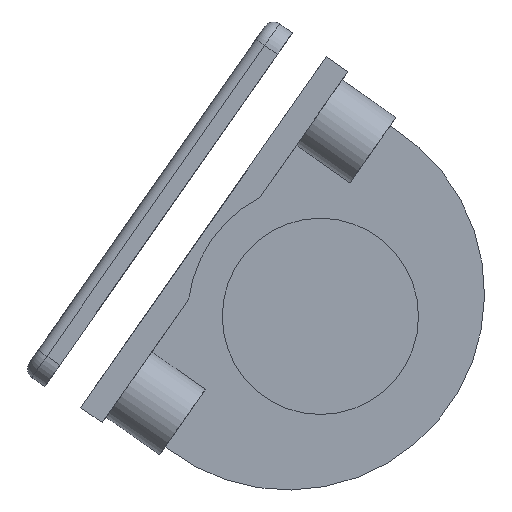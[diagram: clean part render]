
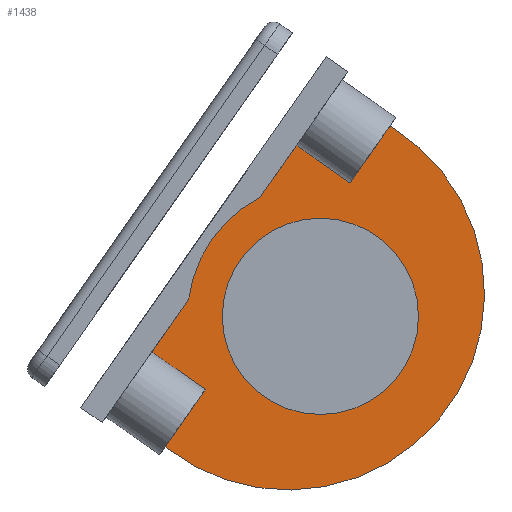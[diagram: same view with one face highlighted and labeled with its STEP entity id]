
A CAD part, front view. The second image highlights one B-rep face of the part: STEP entity #1438.
In plain terms, the highlighted planar face has unit normal (0, -1, 0).
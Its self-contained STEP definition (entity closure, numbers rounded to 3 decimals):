
#46=FACE_BOUND('',#550,.T.);
#82=PLANE('',#1585);
#166=LINE('',#2281,#296);
#167=LINE('',#2286,#297);
#188=LINE('',#2348,#318);
#189=LINE('',#2356,#319);
#190=LINE('',#2359,#320);
#191=LINE('',#2367,#321);
#192=LINE('',#2370,#322);
#193=LINE('',#2373,#323);
#296=VECTOR('',#1866,10.);
#297=VECTOR('',#1871,10.);
#318=VECTOR('',#1930,10.);
#319=VECTOR('',#1933,10.);
#320=VECTOR('',#1936,10.);
#321=VECTOR('',#1939,10.);
#322=VECTOR('',#1942,10.);
#323=VECTOR('',#1945,10.);
#447=FACE_OUTER_BOUND('',#549,.T.);
#549=EDGE_LOOP('',(#1248,#1249,#1250,#1251,#1252,#1253,#1254,#1255,#1256,
#1257));
#550=EDGE_LOOP('',(#1258));
#602=CIRCLE('',#1538,7.499);
#625=CIRCLE('',#1586,15.);
#626=CIRCLE('',#1587,10.169);
#690=VERTEX_POINT('',#2214);
#709=VERTEX_POINT('',#2279);
#710=VERTEX_POINT('',#2280);
#711=VERTEX_POINT('',#2284);
#712=VERTEX_POINT('',#2285);
#734=VERTEX_POINT('',#2347);
#736=VERTEX_POINT('',#2351);
#737=VERTEX_POINT('',#2358);
#739=VERTEX_POINT('',#2365);
#740=VERTEX_POINT('',#2369);
#741=VERTEX_POINT('',#2372);
#852=EDGE_CURVE('',#690,#690,#602,.T.);
#880=EDGE_CURVE('',#709,#710,#166,.T.);
#882=EDGE_CURVE('',#711,#712,#167,.T.);
#912=EDGE_CURVE('',#712,#734,#188,.T.);
#915=EDGE_CURVE('',#736,#711,#189,.T.);
#916=EDGE_CURVE('',#710,#737,#190,.T.);
#919=EDGE_CURVE('',#739,#709,#191,.T.);
#920=EDGE_CURVE('',#734,#740,#192,.T.);
#921=EDGE_CURVE('',#736,#737,#625,.T.);
#922=EDGE_CURVE('',#741,#739,#193,.T.);
#923=EDGE_CURVE('',#741,#740,#626,.T.);
#1248=ORIENTED_EDGE('',*,*,#920,.F.);
#1249=ORIENTED_EDGE('',*,*,#912,.F.);
#1250=ORIENTED_EDGE('',*,*,#882,.F.);
#1251=ORIENTED_EDGE('',*,*,#915,.F.);
#1252=ORIENTED_EDGE('',*,*,#921,.T.);
#1253=ORIENTED_EDGE('',*,*,#916,.F.);
#1254=ORIENTED_EDGE('',*,*,#880,.F.);
#1255=ORIENTED_EDGE('',*,*,#919,.F.);
#1256=ORIENTED_EDGE('',*,*,#922,.F.);
#1257=ORIENTED_EDGE('',*,*,#923,.T.);
#1258=ORIENTED_EDGE('',*,*,#852,.F.);
#1438=ADVANCED_FACE('',(#447,#46),#82,.F.);
#1538=AXIS2_PLACEMENT_3D('',#2215,#1805,#1806);
#1585=AXIS2_PLACEMENT_3D('',#2368,#1940,#1941);
#1586=AXIS2_PLACEMENT_3D('',#2371,#1943,#1944);
#1587=AXIS2_PLACEMENT_3D('',#2374,#1946,#1947);
#1805=DIRECTION('center_axis',(0.,-1.,0.));
#1806=DIRECTION('ref_axis',(1.,0.,0.));
#1866=DIRECTION('',(0.574,0.,0.819));
#1871=DIRECTION('',(0.574,0.,0.819));
#1930=DIRECTION('',(-0.819,0.,0.574));
#1933=DIRECTION('',(0.819,0.,-0.574));
#1936=DIRECTION('',(-0.819,0.,0.574));
#1939=DIRECTION('',(0.819,0.,-0.574));
#1940=DIRECTION('center_axis',(0.,1.,0.));
#1941=DIRECTION('ref_axis',(-1.,0.,0.));
#1942=DIRECTION('',(0.574,0.,0.819));
#1943=DIRECTION('center_axis',(0.,-1.,0.));
#1944=DIRECTION('ref_axis',(-1.,0.,0.));
#1945=DIRECTION('',(0.574,0.,0.819));
#1946=DIRECTION('center_axis',(0.,-1.,0.));
#1947=DIRECTION('ref_axis',(1.,0.,0.));
#2214=CARTESIAN_POINT('',(2952.709,6361.574,-28.321));
#2215=CARTESIAN_POINT('Origin',(2960.208,6361.574,-28.321));
#2279=CARTESIAN_POINT('',(2963.567,6361.574,-16.552));
#2280=CARTESIAN_POINT('',(2964.876,6361.574,-14.682));
#2281=CARTESIAN_POINT('',(2960.457,6361.574,-20.993));
#2284=CARTESIAN_POINT('',(2949.013,6361.574,-37.337));
#2285=CARTESIAN_POINT('',(2950.322,6361.574,-35.467));
#2286=CARTESIAN_POINT('',(2953.18,6361.574,-31.386));
#2347=CARTESIAN_POINT('',(2946.227,6361.574,-32.599));
#2348=CARTESIAN_POINT('',(2946.227,6361.574,-32.599));
#2351=CARTESIAN_POINT('',(2945.043,6361.574,-34.557));
#2356=CARTESIAN_POINT('',(2944.917,6361.574,-34.469));
#2358=CARTESIAN_POINT('',(2960.963,6361.574,-11.942));
#2359=CARTESIAN_POINT('',(2960.781,6361.574,-11.814));
#2365=CARTESIAN_POINT('',(2959.471,6361.574,-13.684));
#2367=CARTESIAN_POINT('',(2959.471,6361.574,-13.684));
#2368=CARTESIAN_POINT('Origin',(2961.93,6361.574,-30.036));
#2369=CARTESIAN_POINT('',(2950.145,6361.574,-27.003));
#2370=CARTESIAN_POINT('',(2952.76,6361.574,-23.269));
#2371=CARTESIAN_POINT('Origin',(2957.755,6361.574,-26.595));
#2372=CARTESIAN_POINT('',(2955.575,6361.574,-19.248));
#2373=CARTESIAN_POINT('',(2952.76,6361.574,-23.269));
#2374=CARTESIAN_POINT('Origin',(2960.232,6361.574,-28.288));
